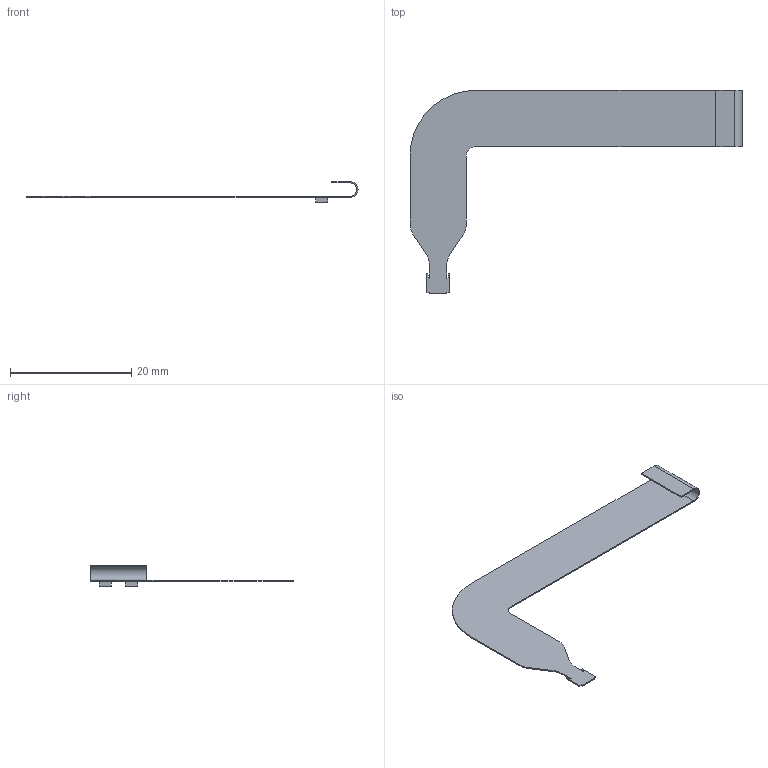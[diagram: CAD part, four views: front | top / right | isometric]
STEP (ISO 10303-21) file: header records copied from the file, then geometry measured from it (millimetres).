
FILE_DESCRIPTION (( 'STEP AP214' ), '1' );
FILE_NAME ('FlexAddon.STEP', '2025-02-12T14:40:21', ( '' ), ( '' ), 'SwSTEP 2.0', 'SolidWorks 2025', '' );
FILE_SCHEMA (( 'AUTOMOTIVE_DESIGN' ));
Length unit declared in the file: millimetre
Products named in the file (1): FlexAddon
Bounding box: 54.81 x 33.58 x 3.4 mm (x, y, z)
Volume: 148.7 mm3; surface area: 1488.2 mm2
Topology: 3 solids, 3 shells, 52 faces, 130 edges, 84 vertices
Faces by surface type: plane 44, cylinder 8
Entity records: 1732 total; most frequent: CARTESIAN_POINT 267, ORIENTED_EDGE 260, DIRECTION 252, EDGE_CURVE 130, VECTOR 114, LINE 114, VERTEX_POINT 84, AXIS2_PLACEMENT_3D 69
